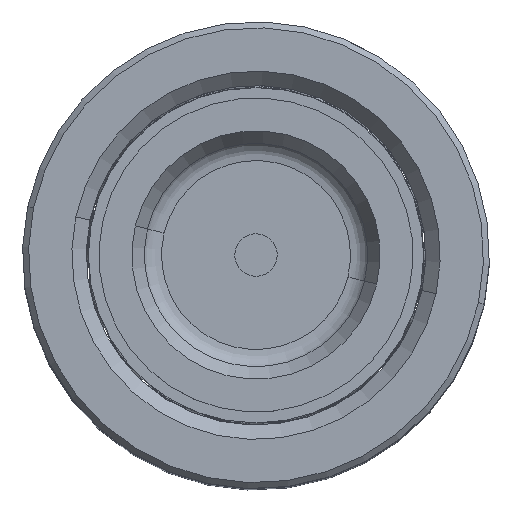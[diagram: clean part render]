
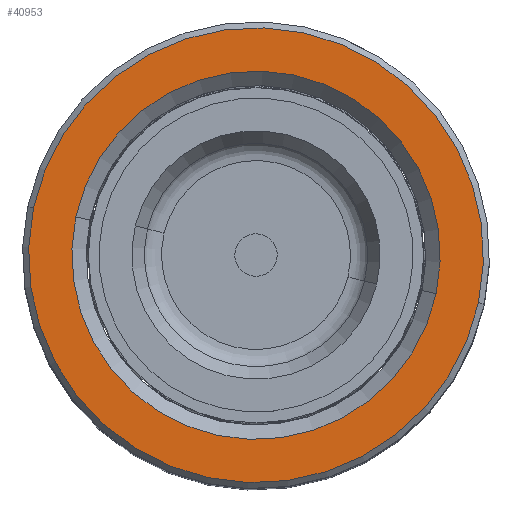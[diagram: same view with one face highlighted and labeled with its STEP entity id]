
A CAD part, top view. The second image highlights one B-rep face of the part: STEP entity #40953.
In plain terms, the highlighted planar face has unit normal (0, 0, 1).
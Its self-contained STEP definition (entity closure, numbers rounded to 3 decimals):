
#952 = ORIENTED_EDGE ( 'NONE', *, *, #34585, .T. ) ;
#2997 = CARTESIAN_POINT ( 'NONE',  ( 0., 0., 100. ) ) ;
#3785 = CARTESIAN_POINT ( 'NONE',  ( -26.8, 0., 100. ) ) ;
#4455 = EDGE_CURVE ( 'NONE', #44329, #13219, #13229, .T. ) ;
#5558 = AXIS2_PLACEMENT_3D ( 'NONE', #9915, #24834, #36443 ) ;
#6657 = DIRECTION ( 'NONE',  ( 0., 0., 1. ) ) ;
#9654 = CIRCLE ( 'NONE', #24317, 26.8 ) ;
#9746 = CIRCLE ( 'NONE', #22346, 26.8 ) ;
#9915 = CARTESIAN_POINT ( 'NONE',  ( 0., 0., 100. ) ) ;
#10067 = DIRECTION ( 'NONE',  ( 0., 0., 1. ) ) ;
#10393 = DIRECTION ( 'NONE',  ( 1., 0., 0. ) ) ;
#10627 = DIRECTION ( 'NONE',  ( 1., 0., 0. ) ) ;
#13219 = VERTEX_POINT ( 'NONE', #18232 ) ;
#13229 = CIRCLE ( 'NONE', #5558, 21.7 ) ;
#13683 = CARTESIAN_POINT ( 'NONE',  ( 0., 0., 100. ) ) ;
#15646 = EDGE_LOOP ( 'NONE', ( #20758, #34318 ) ) ;
#18232 = CARTESIAN_POINT ( 'NONE',  ( -21.7, 0., 100. ) ) ;
#19644 = DIRECTION ( 'NONE',  ( 1., 0., 0. ) ) ;
#20170 = AXIS2_PLACEMENT_3D ( 'NONE', #20457, #47737, #31877 ) ;
#20367 = CIRCLE ( 'NONE', #20170, 21.7 ) ;
#20457 = CARTESIAN_POINT ( 'NONE',  ( 0., 0., 100. ) ) ;
#20758 = ORIENTED_EDGE ( 'NONE', *, *, #4455, .T. ) ;
#22346 = AXIS2_PLACEMENT_3D ( 'NONE', #30401, #26919, #19644 ) ;
#24109 = FACE_BOUND ( 'NONE', #15646, .T. ) ;
#24317 = AXIS2_PLACEMENT_3D ( 'NONE', #13683, #10067, #10393 ) ;
#24834 = DIRECTION ( 'NONE',  ( 0., 0., -1. ) ) ;
#26919 = DIRECTION ( 'NONE',  ( 0., 0., 1. ) ) ;
#29347 = PLANE ( 'NONE',  #41011 ) ;
#29579 = VERTEX_POINT ( 'NONE', #46801 ) ;
#30028 = CARTESIAN_POINT ( 'NONE',  ( 21.7, 0., 100. ) ) ;
#30401 = CARTESIAN_POINT ( 'NONE',  ( 0., 0., 100. ) ) ;
#31877 = DIRECTION ( 'NONE',  ( 1., 0., 0. ) ) ;
#34196 = FACE_OUTER_BOUND ( 'NONE', #45205, .T. ) ;
#34318 = ORIENTED_EDGE ( 'NONE', *, *, #47315, .T. ) ;
#34585 = EDGE_CURVE ( 'NONE', #29579, #41563, #9746, .T. ) ;
#36443 = DIRECTION ( 'NONE',  ( 1., 0., 0. ) ) ;
#36990 = EDGE_CURVE ( 'NONE', #41563, #29579, #9654, .T. ) ;
#38823 = ORIENTED_EDGE ( 'NONE', *, *, #36990, .T. ) ;
#40953 = ADVANCED_FACE ( 'NONE', ( #34196, #24109 ), #29347, .T. ) ;
#41011 = AXIS2_PLACEMENT_3D ( 'NONE', #2997, #6657, #10627 ) ;
#41563 = VERTEX_POINT ( 'NONE', #3785 ) ;
#44329 = VERTEX_POINT ( 'NONE', #30028 ) ;
#45205 = EDGE_LOOP ( 'NONE', ( #38823, #952 ) ) ;
#46801 = CARTESIAN_POINT ( 'NONE',  ( 26.8, 0., 100. ) ) ;
#47315 = EDGE_CURVE ( 'NONE', #13219, #44329, #20367, .T. ) ;
#47737 = DIRECTION ( 'NONE',  ( 0., 0., -1. ) ) ;
